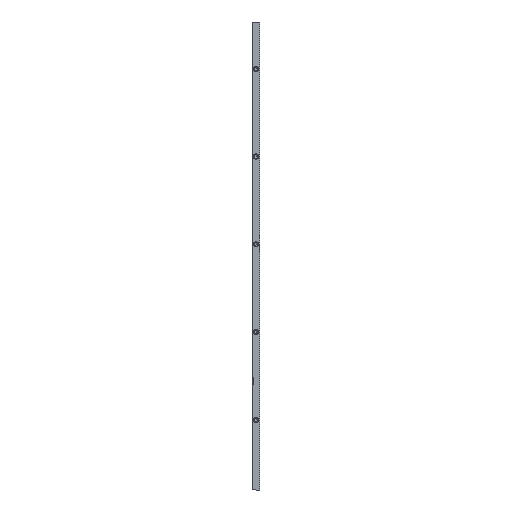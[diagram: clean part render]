
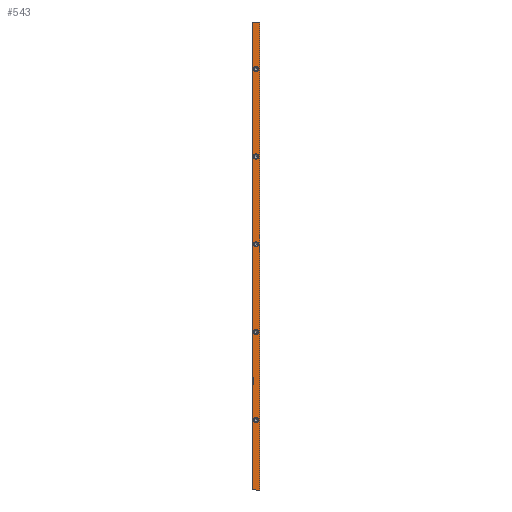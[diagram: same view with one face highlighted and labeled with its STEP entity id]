
A CAD part, front view. The second image highlights one B-rep face of the part: STEP entity #543.
In plain terms, the highlighted planar face has unit normal (0, -1, 0).
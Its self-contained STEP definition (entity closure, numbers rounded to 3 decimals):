
#543=ADVANCED_FACE('',(#1800,#1802,#1804,#1806,#1808,#1810),#1812,.F.);
#1800=FACE_BOUND('',#1801,.T.);
#1801=EDGE_LOOP('',(#2626,#2627,#2628,#2629,#2630,#2631,#2632,#2633));
#1802=FACE_BOUND('',#1803,.T.);
#1803=EDGE_LOOP('',(#2634));
#1804=FACE_BOUND('',#1805,.T.);
#1805=EDGE_LOOP('',(#2635));
#1806=FACE_BOUND('',#1807,.T.);
#1807=EDGE_LOOP('',(#2636));
#1808=FACE_BOUND('',#1809,.T.);
#1809=EDGE_LOOP('',(#2637));
#1810=FACE_BOUND('',#1811,.T.);
#1811=EDGE_LOOP('',(#2638));
#1812=PLANE('',#1813);
#1813=AXIS2_PLACEMENT_3D('',#1814,#1815,#1816);
#1814=CARTESIAN_POINT('',(0.,0.,400.));
#1815=DIRECTION('',(0.,1.,0.));
#1816=DIRECTION('',(0.,0.,1.));
#2626=ORIENTED_EDGE('',*,*,#3166,.F.);
#2627=ORIENTED_EDGE('',*,*,#3167,.T.);
#2628=ORIENTED_EDGE('',*,*,#3091,.T.);
#2629=ORIENTED_EDGE('',*,*,#3168,.T.);
#2630=ORIENTED_EDGE('',*,*,#3029,.F.);
#2631=ORIENTED_EDGE('',*,*,#3169,.F.);
#2632=ORIENTED_EDGE('',*,*,#3109,.T.);
#2633=ORIENTED_EDGE('',*,*,#3170,.F.);
#2634=ORIENTED_EDGE('',*,*,#2978,.F.);
#2635=ORIENTED_EDGE('',*,*,#2981,.F.);
#2636=ORIENTED_EDGE('',*,*,#2984,.F.);
#2637=ORIENTED_EDGE('',*,*,#2987,.F.);
#2638=ORIENTED_EDGE('',*,*,#2990,.F.);
#2978=EDGE_CURVE('',#3314,#3314,#3315,.T.);
#2981=EDGE_CURVE('',#3320,#3320,#3321,.T.);
#2984=EDGE_CURVE('',#3326,#3326,#3327,.T.);
#2987=EDGE_CURVE('',#3332,#3332,#3333,.T.);
#2990=EDGE_CURVE('',#3338,#3338,#3339,.T.);
#3029=EDGE_CURVE('',#3415,#3417,#3418,.T.);
#3091=EDGE_CURVE('',#3539,#3540,#3541,.T.);
#3109=EDGE_CURVE('',#3576,#3574,#3577,.T.);
#3166=EDGE_CURVE('',#3688,#3689,#3690,.T.);
#3167=EDGE_CURVE('',#3688,#3539,#3691,.T.);
#3168=EDGE_CURVE('',#3540,#3417,#3692,.T.);
#3169=EDGE_CURVE('',#3576,#3415,#3693,.T.);
#3170=EDGE_CURVE('',#3689,#3574,#3694,.T.);
#3314=VERTEX_POINT('',#4750);
#3315=CIRCLE('',#4751,2.25);
#3320=VERTEX_POINT('',#4967);
#3321=CIRCLE('',#4968,2.25);
#3326=VERTEX_POINT('',#5184);
#3327=CIRCLE('',#5185,2.25);
#3332=VERTEX_POINT('',#5401);
#3333=CIRCLE('',#5402,2.25);
#3338=VERTEX_POINT('',#5618);
#3339=CIRCLE('',#5619,2.25);
#3415=VERTEX_POINT('',#5906);
#3417=VERTEX_POINT('',#5910);
#3418=LINE('',#5911,#5912);
#3539=VERTEX_POINT('',#6184);
#3540=VERTEX_POINT('',#6185);
#3541=LINE('',#6186,#6187);
#3574=VERTEX_POINT('',#6259);
#3576=VERTEX_POINT('',#6263);
#3577=LINE('',#6264,#6265);
#3688=VERTEX_POINT('',#6515);
#3689=VERTEX_POINT('',#6516);
#3690=LINE('',#6517,#6518);
#3691=LINE('',#6520,#6521);
#3692=LINE('',#6523,#6524);
#3693=LINE('',#6526,#6527);
#3694=LINE('',#6529,#6530);
#4750=CARTESIAN_POINT('',(3.,0.,357.75));
#4751=AXIS2_PLACEMENT_3D('',#4752,#4753,#4754);
#4752=CARTESIAN_POINT('',(3.,0.,360.));
#4753=DIRECTION('',(0.,-1.,0.));
#4754=DIRECTION('',(0.,0.,1.));
#4967=CARTESIAN_POINT('',(3.,0.,282.75));
#4968=AXIS2_PLACEMENT_3D('',#4969,#4970,#4971);
#4969=CARTESIAN_POINT('',(3.,0.,285.));
#4970=DIRECTION('',(0.,-1.,0.));
#4971=DIRECTION('',(0.,0.,1.));
#5184=CARTESIAN_POINT('',(3.,0.,207.75));
#5185=AXIS2_PLACEMENT_3D('',#5186,#5187,#5188);
#5186=CARTESIAN_POINT('',(3.,0.,210.));
#5187=DIRECTION('',(0.,-1.,0.));
#5188=DIRECTION('',(0.,0.,1.));
#5401=CARTESIAN_POINT('',(3.,0.,132.75));
#5402=AXIS2_PLACEMENT_3D('',#5403,#5404,#5405);
#5403=CARTESIAN_POINT('',(3.,0.,135.));
#5404=DIRECTION('',(0.,-1.,0.));
#5405=DIRECTION('',(0.,0.,1.));
#5618=CARTESIAN_POINT('',(3.,0.,57.75));
#5619=AXIS2_PLACEMENT_3D('',#5620,#5621,#5622);
#5620=CARTESIAN_POINT('',(3.,0.,60.));
#5621=DIRECTION('',(0.,-1.,0.));
#5622=DIRECTION('',(0.,0.,1.));
#5906=CARTESIAN_POINT('',(6.,0.,400.));
#5910=CARTESIAN_POINT('',(6.,0.,0.));
#5911=CARTESIAN_POINT('',(6.,0.,400.));
#5912=VECTOR('',#5913,1.);
#5913=DIRECTION('',(0.,0.,-1.));
#6184=CARTESIAN_POINT('',(0.,0.,90.));
#6185=CARTESIAN_POINT('',(0.,0.,0.));
#6186=CARTESIAN_POINT('',(0.,0.,90.));
#6187=VECTOR('',#6188,1.);
#6188=DIRECTION('',(0.,0.,-1.));
#6259=CARTESIAN_POINT('',(0.,0.,96.));
#6263=CARTESIAN_POINT('',(0.,0.,400.));
#6264=CARTESIAN_POINT('',(0.,0.,400.));
#6265=VECTOR('',#6266,1.);
#6266=DIRECTION('',(0.,0.,-1.));
#6515=CARTESIAN_POINT('',(1.,0.,90.));
#6516=CARTESIAN_POINT('',(1.,0.,96.));
#6517=CARTESIAN_POINT('',(1.,0.,90.));
#6518=VECTOR('',#6519,1.);
#6519=DIRECTION('',(0.,0.,1.));
#6520=CARTESIAN_POINT('',(1.,0.,90.));
#6521=VECTOR('',#6522,1.);
#6522=DIRECTION('',(-1.,0.,0.));
#6523=CARTESIAN_POINT('',(0.,0.,0.));
#6524=VECTOR('',#6525,1.);
#6525=DIRECTION('',(1.,0.,0.));
#6526=CARTESIAN_POINT('',(0.,0.,400.));
#6527=VECTOR('',#6528,1.);
#6528=DIRECTION('',(1.,0.,0.));
#6529=CARTESIAN_POINT('',(1.,0.,96.));
#6530=VECTOR('',#6531,1.);
#6531=DIRECTION('',(-1.,0.,0.));
